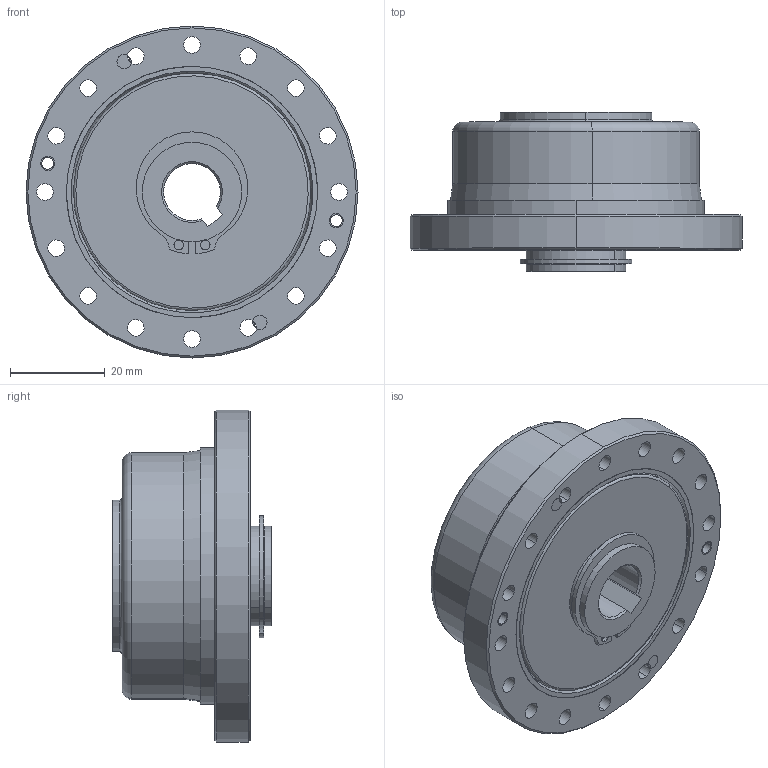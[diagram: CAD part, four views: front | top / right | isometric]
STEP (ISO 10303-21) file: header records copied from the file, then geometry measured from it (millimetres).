
FILE_DESCRIPTION((''),'2;1');
FILE_NAME('XIEBOJSQ-CSG20-160_ASM','2014-12-05T',('Administrator'),('jihongjin'),'PRO/ENGINEER BY PARAMETRIC TECHNOLOGY CORPORATION, 2010040','PRO/ENGINEER BY PARAMETRIC TECHNOLOGY CORPORATION, 2010040','');
FILE_SCHEMA(('CONFIG_CONTROL_DESIGN'));
Length unit declared in the file: millimetre
Products named in the file (5): XIEBOGL-CSG20; XIEBORL-CSG20; XIEBOFSQ-CSG20; A-DQ21-GB894; XIEBOJSQ-CSG20-160_ASM
Assembly tree (4 placements, depth 2):
  XIEBOJSQ-CSG20-160_ASM
    XIEBOGL-CSG20
    XIEBORL-CSG20
    XIEBOFSQ-CSG20
    A-DQ21-GB894
Bounding box: 70 x 33.5 x 70 mm (x, y, z)
Volume: 40115.6 mm3; surface area: 29394.4 mm2
Topology: 4 solids, 10 shells, 168 faces, 418 edges, 274 vertices
Faces by surface type: cylinder 115, plane 31, cone 12, torus 10
Entity records: 5432 total; most frequent: DIRECTION 1044, CARTESIAN_POINT 903, ORIENTED_EDGE 812, AXIS2_PLACEMENT_3D 451, EDGE_CURVE 418, VERTEX_POINT 274, CIRCLE 268, EDGE_LOOP 250
